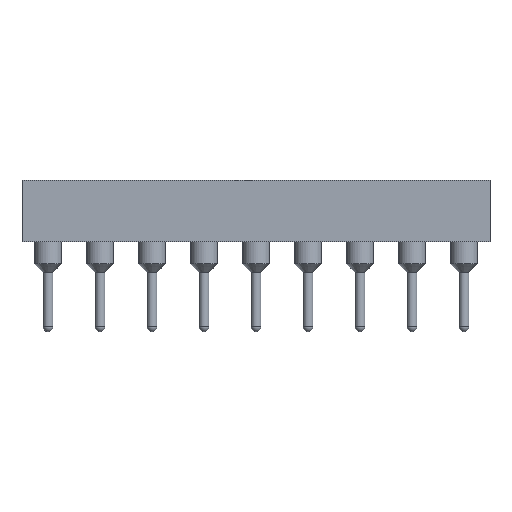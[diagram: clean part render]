
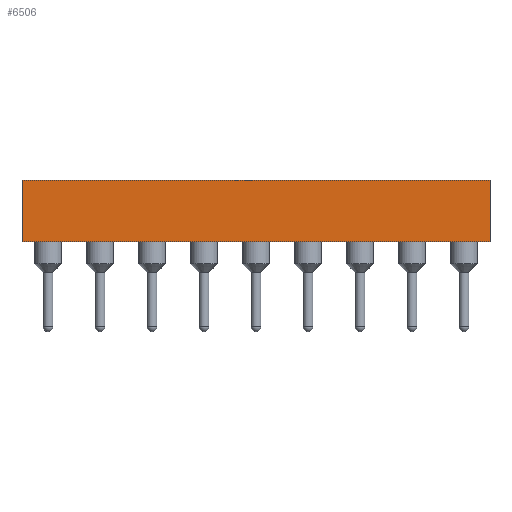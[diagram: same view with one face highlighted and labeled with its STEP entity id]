
A CAD part, front view. The second image highlights one B-rep face of the part: STEP entity #6506.
In plain terms, the highlighted planar face has unit normal (0, -1, 0).
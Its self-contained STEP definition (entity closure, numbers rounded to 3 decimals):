
#6506=ADVANCED_FACE('',(#12201),#12203,.T.);
#12201=FACE_BOUND('',#12202,.T.);
#12202=EDGE_LOOP('',(#15321,#15322,#15323,#15324));
#12203=PLANE('',#12204);
#12204=AXIS2_PLACEMENT_3D('',#12205,#12206,#12207);
#12205=CARTESIAN_POINT('',(1.27,-1.27,1.5));
#12206=DIRECTION('',(0.,-1.,0.));
#12207=DIRECTION('',(0.,0.,1.));
#15321=ORIENTED_EDGE('',*,*,#16749,.F.);
#15322=ORIENTED_EDGE('',*,*,#16708,.F.);
#15323=ORIENTED_EDGE('',*,*,#16743,.T.);
#15324=ORIENTED_EDGE('',*,*,#16764,.T.);
#16708=EDGE_CURVE('',#18876,#18878,#18879,.T.);
#16743=EDGE_CURVE('',#18876,#18945,#18947,.T.);
#16749=EDGE_CURVE('',#18878,#18949,#18957,.T.);
#16764=EDGE_CURVE('',#18945,#18949,#18976,.T.);
#18876=VERTEX_POINT('',#26888);
#18878=VERTEX_POINT('',#26892);
#18879=LINE('',#26893,#26894);
#18945=VERTEX_POINT('',#27046);
#18947=LINE('',#27050,#27051);
#18949=VERTEX_POINT('',#27056);
#18957=LINE('',#27072,#27073);
#18976=LINE('',#27122,#27123);
#26888=CARTESIAN_POINT('',(21.59,-1.27,1.5));
#26892=CARTESIAN_POINT('',(-1.27,-1.27,1.5));
#26893=CARTESIAN_POINT('',(21.59,-1.27,1.5));
#26894=VECTOR('',#26895,1.);
#26895=DIRECTION('',(-1.,0.,0.));
#27046=CARTESIAN_POINT('',(21.59,-1.27,4.5));
#27050=CARTESIAN_POINT('',(21.59,-1.27,1.5));
#27051=VECTOR('',#27052,1.);
#27052=DIRECTION('',(0.,0.,1.));
#27056=CARTESIAN_POINT('',(-1.27,-1.27,4.5));
#27072=CARTESIAN_POINT('',(-1.27,-1.27,1.5));
#27073=VECTOR('',#27074,1.);
#27074=DIRECTION('',(0.,0.,1.));
#27122=CARTESIAN_POINT('',(21.59,-1.27,4.5));
#27123=VECTOR('',#27124,1.);
#27124=DIRECTION('',(-1.,0.,0.));
